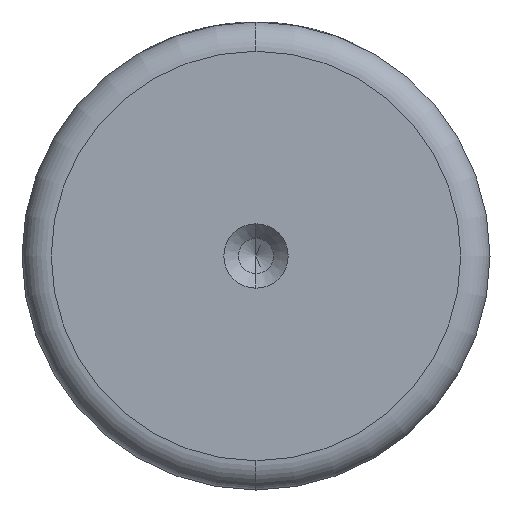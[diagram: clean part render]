
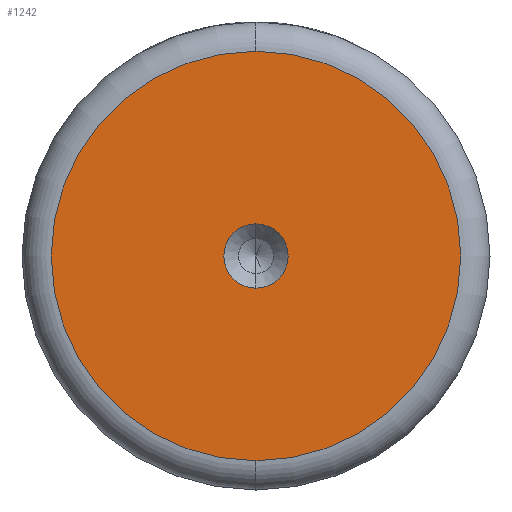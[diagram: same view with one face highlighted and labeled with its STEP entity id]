
A CAD part, left-side view. The second image highlights one B-rep face of the part: STEP entity #1242.
In plain terms, the highlighted planar face has unit normal (-1, 0, 0).
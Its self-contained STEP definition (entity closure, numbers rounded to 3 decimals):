
#9 = DIRECTION ( 'NONE',  ( 0., 0., 1. ) ) ;
#22 = DIRECTION ( 'NONE',  ( 0., 0., 1. ) ) ;
#63 = CARTESIAN_POINT ( 'NONE',  ( 0., 0., -21. ) ) ;
#67 = VERTEX_POINT ( 'NONE', #197 ) ;
#83 = VERTEX_POINT ( 'NONE', #63 ) ;
#96 = FACE_BOUND ( 'NONE', #560, .T. ) ;
#103 = ORIENTED_EDGE ( 'NONE', *, *, #266, .F. ) ;
#134 = AXIS2_PLACEMENT_3D ( 'NONE', #605, #1365, #704 ) ;
#197 = CARTESIAN_POINT ( 'NONE',  ( 0., 0., 21. ) ) ;
#244 = DIRECTION ( 'NONE',  ( -1., 0., 0. ) ) ;
#266 = EDGE_CURVE ( 'NONE', #960, #746, #494, .T. ) ;
#308 = CIRCLE ( 'NONE', #134, 3.3 ) ;
#350 = CARTESIAN_POINT ( 'NONE',  ( 0., 0., -3.3 ) ) ;
#412 = ORIENTED_EDGE ( 'NONE', *, *, #1032, .F. ) ;
#494 = CIRCLE ( 'NONE', #1241, 3.3 ) ;
#508 = CARTESIAN_POINT ( 'NONE',  ( 0., 0., 0. ) ) ;
#511 = DIRECTION ( 'NONE',  ( -1., 0., 0. ) ) ;
#526 = CIRCLE ( 'NONE', #673, 21. ) ;
#560 = EDGE_LOOP ( 'NONE', ( #412, #103 ) ) ;
#584 = EDGE_LOOP ( 'NONE', ( #680, #925 ) ) ;
#595 = PLANE ( 'NONE',  #968 ) ;
#605 = CARTESIAN_POINT ( 'NONE',  ( 0., 0., 0. ) ) ;
#643 = EDGE_CURVE ( 'NONE', #67, #83, #1272, .T. ) ;
#673 = AXIS2_PLACEMENT_3D ( 'NONE', #906, #244, #1016 ) ;
#680 = ORIENTED_EDGE ( 'NONE', *, *, #643, .T. ) ;
#704 = DIRECTION ( 'NONE',  ( 0., 0., 1. ) ) ;
#712 = DIRECTION ( 'NONE',  ( -1., 0., 0. ) ) ;
#714 = FACE_OUTER_BOUND ( 'NONE', #584, .T. ) ;
#720 = DIRECTION ( 'NONE',  ( -1., 0., 0. ) ) ;
#746 = VERTEX_POINT ( 'NONE', #839 ) ;
#839 = CARTESIAN_POINT ( 'NONE',  ( 0., 0., 3.3 ) ) ;
#906 = CARTESIAN_POINT ( 'NONE',  ( 0., 0., 0. ) ) ;
#925 = ORIENTED_EDGE ( 'NONE', *, *, #1412, .T. ) ;
#960 = VERTEX_POINT ( 'NONE', #350 ) ;
#968 = AXIS2_PLACEMENT_3D ( 'NONE', #508, #712, #9 ) ;
#1016 = DIRECTION ( 'NONE',  ( 0., 0., 1. ) ) ;
#1032 = EDGE_CURVE ( 'NONE', #746, #960, #308, .T. ) ;
#1060 = AXIS2_PLACEMENT_3D ( 'NONE', #1382, #720, #22 ) ;
#1148 = CARTESIAN_POINT ( 'NONE',  ( 0., 0., 0. ) ) ;
#1241 = AXIS2_PLACEMENT_3D ( 'NONE', #1148, #511, #1264 ) ;
#1242 = ADVANCED_FACE ( 'NONE', ( #96, #714 ), #595, .T. ) ;
#1264 = DIRECTION ( 'NONE',  ( 0., 0., 1. ) ) ;
#1272 = CIRCLE ( 'NONE', #1060, 21. ) ;
#1365 = DIRECTION ( 'NONE',  ( -1., 0., 0. ) ) ;
#1382 = CARTESIAN_POINT ( 'NONE',  ( 0., 0., 0. ) ) ;
#1412 = EDGE_CURVE ( 'NONE', #83, #67, #526, .T. ) ;
